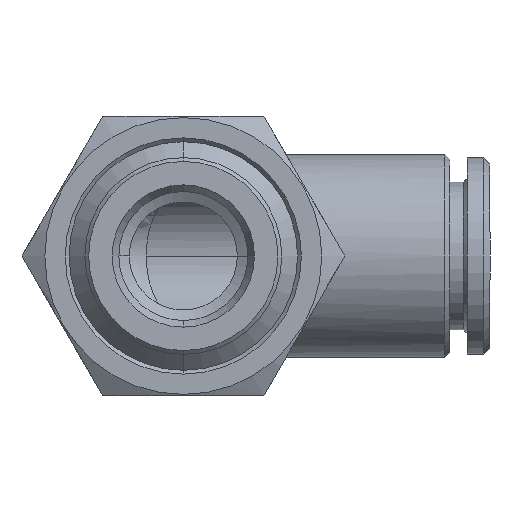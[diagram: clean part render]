
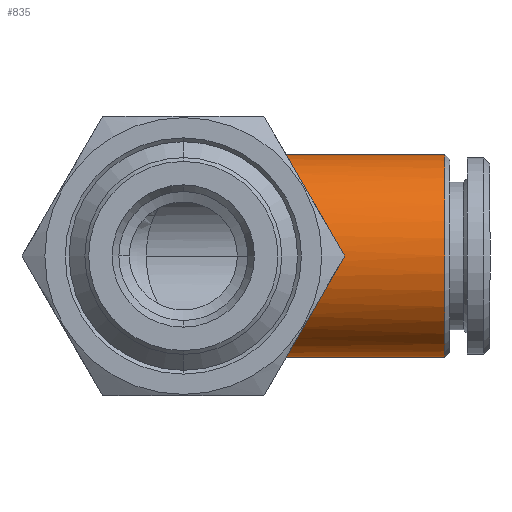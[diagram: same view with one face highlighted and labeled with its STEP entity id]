
A CAD part, front view. The second image highlights one B-rep face of the part: STEP entity #835.
In plain terms, the highlighted cylindrical face has radius 8 mm (diameter 16 mm), a partial arc.
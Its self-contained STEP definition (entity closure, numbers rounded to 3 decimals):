
#300 = EDGE_CURVE ( 'NONE', #333, #301, #2816, .T. ) ;
#301 = VERTEX_POINT ( 'NONE', #2815 ) ;
#318 = VERTEX_POINT ( 'NONE', #2881 ) ;
#333 = VERTEX_POINT ( 'NONE', #2910 ) ;
#347 = VERTEX_POINT ( 'NONE', #1579 ) ;
#381 = EDGE_CURVE ( 'NONE', #423, #448, #615, .T. ) ;
#416 = EDGE_CURVE ( 'NONE', #347, #318, #477, .T. ) ;
#423 = VERTEX_POINT ( 'NONE', #520 ) ;
#432 = VERTEX_POINT ( 'NONE', #547 ) ;
#441 = EDGE_CURVE ( 'NONE', #432, #423, #584, .T. ) ;
#448 = VERTEX_POINT ( 'NONE', #574 ) ;
#474 = DIRECTION ( 'NONE',  ( -1., 0., 0. ) ) ;
#475 = VECTOR ( 'NONE', #474, 1000. ) ;
#476 = CARTESIAN_POINT ( 'NONE',  ( -5.233, 0., 8. ) ) ;
#477 = LINE ( 'NONE', #476, #475 ) ;
#520 = CARTESIAN_POINT ( 'NONE',  ( 8., 0., -8. ) ) ;
#547 = CARTESIAN_POINT ( 'NONE',  ( 20.6, 0., -8. ) ) ;
#574 = CARTESIAN_POINT ( 'NONE',  ( 8., -7.899, -1.267 ) ) ;
#581 = DIRECTION ( 'NONE',  ( -1., 0., 0. ) ) ;
#582 = VECTOR ( 'NONE', #581, 1000. ) ;
#583 = CARTESIAN_POINT ( 'NONE',  ( -5.233, 0., -8. ) ) ;
#584 = LINE ( 'NONE', #583, #582 ) ;
#611 = DIRECTION ( 'NONE',  ( 0., 0., 1. ) ) ;
#612 = DIRECTION ( 'NONE',  ( -1., 0., 0. ) ) ;
#613 = CARTESIAN_POINT ( 'NONE',  ( 8., 0., 0. ) ) ;
#614 = AXIS2_PLACEMENT_3D ( 'NONE', #613, #612, #611 ) ;
#615 = CIRCLE ( 'NONE', #614, 8. ) ;
#752 = ORIENTED_EDGE ( 'NONE', *, *, #441, .F. ) ;
#754 = ORIENTED_EDGE ( 'NONE', *, *, #756, .T. ) ;
#756 = EDGE_CURVE ( 'NONE', #432, #347, #3096, .T. ) ;
#759 = ORIENTED_EDGE ( 'NONE', *, *, #416, .T. ) ;
#761 = ORIENTED_EDGE ( 'NONE', *, *, #823, .F. ) ;
#776 = EDGE_LOOP ( 'NONE', ( #752, #754, #759, #761, #825, #827, #813, #815 ) ) ;
#813 = ORIENTED_EDGE ( 'NONE', *, *, #814, .T. ) ;
#814 = EDGE_CURVE ( 'NONE', #333, #448, #1029, .T. ) ;
#815 = ORIENTED_EDGE ( 'NONE', *, *, #381, .F. ) ;
#823 = EDGE_CURVE ( 'NONE', #824, #318, #3236, .T. ) ;
#824 = VERTEX_POINT ( 'NONE', #3231 ) ;
#825 = ORIENTED_EDGE ( 'NONE', *, *, #826, .F. ) ;
#826 = EDGE_CURVE ( 'NONE', #301, #824, #3326, .T. ) ;
#827 = ORIENTED_EDGE ( 'NONE', *, *, #300, .F. ) ;
#835 = ADVANCED_FACE ( 'NONE', ( #3264 ), #3263, .T. ) ;
#926 = CARTESIAN_POINT ( 'NONE',  ( 9.427, -7.86, -1.493 ) ) ;
#978 = CARTESIAN_POINT ( 'NONE',  ( 8., -7.899, -1.267 ) ) ;
#979 = CARTESIAN_POINT ( 'NONE',  ( 8.715, -7.881, -1.38 ) ) ;
#983 = CARTESIAN_POINT ( 'NONE',  ( 10.136, -7.837, -1.605 ) ) ;
#1029 =( BOUNDED_CURVE ( )  B_SPLINE_CURVE ( 3, ( #983, #926, #979, #978 ),
 .UNSPECIFIED., .F., .T. ) 
 B_SPLINE_CURVE_WITH_KNOTS ( ( 4, 4 ),
 ( 4.51, 4.553 ),
 .UNSPECIFIED. ) 
 CURVE ( )  GEOMETRIC_REPRESENTATION_ITEM ( )  RATIONAL_B_SPLINE_CURVE ( ( 1., 1., 1., 1. ) ) 
 REPRESENTATION_ITEM ( '' )  );
#1579 = CARTESIAN_POINT ( 'NONE',  ( 20.6, 0., 8. ) ) ;
#2806 = CARTESIAN_POINT ( 'NONE',  ( 10.136, -7.837, 1.605 ) ) ;
#2807 = CARTESIAN_POINT ( 'NONE',  ( 10.11, -7.946, 1.075 ) ) ;
#2808 = CARTESIAN_POINT ( 'NONE',  ( 10.1, -8., 0.531 ) ) ;
#2809 = CARTESIAN_POINT ( 'NONE',  ( 10.1, -8., -0.544 ) ) ;
#2810 = CARTESIAN_POINT ( 'NONE',  ( 10.111, -7.945, -1.077 ) ) ;
#2811 = CARTESIAN_POINT ( 'NONE',  ( 10.136, -7.837, -1.605 ) ) ;
#2815 = CARTESIAN_POINT ( 'NONE',  ( 10.136, -7.837, 1.605 ) ) ;
#2816 = B_SPLINE_CURVE_WITH_KNOTS ( 'NONE', 3,
 ( #2811, #2810, #2809, #2808, #2807, #2806 ),
 .UNSPECIFIED., .F., .F.,
 ( 4, 2, 4 ),
 ( 0., 0.002, 0.004 ),
 .UNSPECIFIED. ) ;
#2881 = CARTESIAN_POINT ( 'NONE',  ( 8., 0., 8. ) ) ;
#2910 = CARTESIAN_POINT ( 'NONE',  ( 10.136, -7.837, -1.605 ) ) ;
#3092 = DIRECTION ( 'NONE',  ( 0., 0., 1. ) ) ;
#3093 = DIRECTION ( 'NONE',  ( -1., 0., 0. ) ) ;
#3094 = CARTESIAN_POINT ( 'NONE',  ( 20.6, 0., 0. ) ) ;
#3095 = AXIS2_PLACEMENT_3D ( 'NONE', #3094, #3093, #3092 ) ;
#3096 = CIRCLE ( 'NONE', #3095, 8. ) ;
#3231 = CARTESIAN_POINT ( 'NONE',  ( 8., -7.899, 1.267 ) ) ;
#3232 = DIRECTION ( 'NONE',  ( 0., 0., 1. ) ) ;
#3233 = DIRECTION ( 'NONE',  ( -1., 0., 0. ) ) ;
#3234 = CARTESIAN_POINT ( 'NONE',  ( 8., 0., 0. ) ) ;
#3235 = AXIS2_PLACEMENT_3D ( 'NONE', #3234, #3233, #3232 ) ;
#3236 = CIRCLE ( 'NONE', #3235, 8. ) ;
#3259 = DIRECTION ( 'NONE',  ( 0., 0., 1. ) ) ;
#3260 = DIRECTION ( 'NONE',  ( -1., 0., 0. ) ) ;
#3261 = CARTESIAN_POINT ( 'NONE',  ( -5.233, 0., 0. ) ) ;
#3262 = AXIS2_PLACEMENT_3D ( 'NONE', #3261, #3260, #3259 ) ;
#3263 = CYLINDRICAL_SURFACE ( 'NONE', #3262, 8. ) ;
#3264 = FACE_OUTER_BOUND ( 'NONE', #776, .T. ) ;
#3280 = CARTESIAN_POINT ( 'NONE',  ( 8., -7.899, 1.267 ) ) ;
#3281 = CARTESIAN_POINT ( 'NONE',  ( 8.715, -7.881, 1.38 ) ) ;
#3282 = CARTESIAN_POINT ( 'NONE',  ( 9.427, -7.86, 1.493 ) ) ;
#3283 = CARTESIAN_POINT ( 'NONE',  ( 10.136, -7.837, 1.605 ) ) ;
#3326 =( BOUNDED_CURVE ( )  B_SPLINE_CURVE ( 3, ( #3283, #3282, #3281, #3280 ),
 .UNSPECIFIED., .F., .T. ) 
 B_SPLINE_CURVE_WITH_KNOTS ( ( 4, 4 ),
 ( 4.51, 4.553 ),
 .UNSPECIFIED. ) 
 CURVE ( )  GEOMETRIC_REPRESENTATION_ITEM ( )  RATIONAL_B_SPLINE_CURVE ( ( 1., 1., 1., 1. ) ) 
 REPRESENTATION_ITEM ( '' )  );
